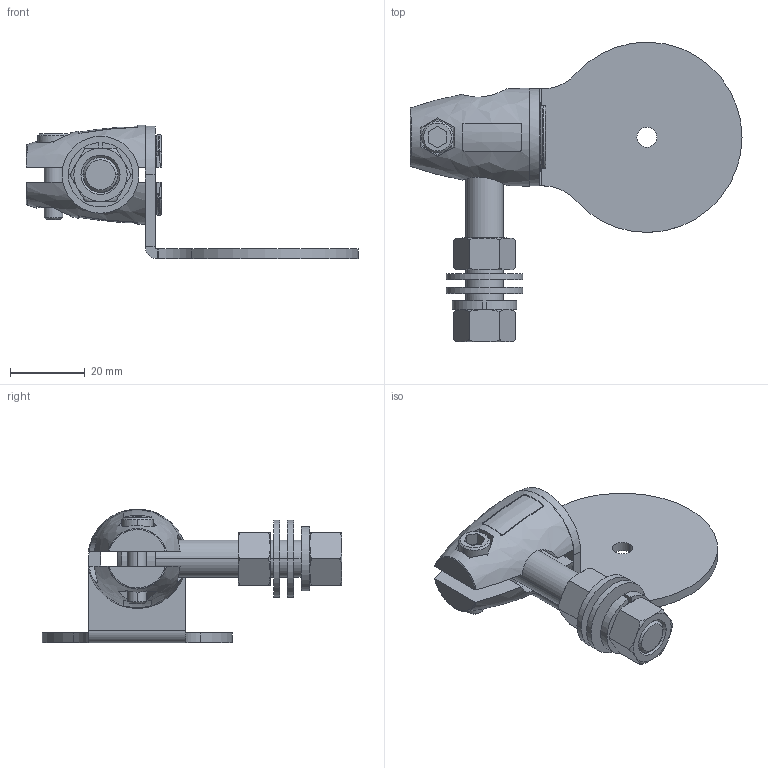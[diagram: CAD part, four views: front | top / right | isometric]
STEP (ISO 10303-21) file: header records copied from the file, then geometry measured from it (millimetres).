
FILE_DESCRIPTION((''),'2;1');
FILE_NAME('155372_SW','2011-05-05T',('banengservice'),('BANNER ENGINEERING'),'PRO/ENGINEER BY PARAMETRIC TECHNOLOGY CORPORATION, 2009141','PRO/ENGINEER BY PARAMETRIC TECHNOLOGY CORPORATION, 2009141','');
FILE_SCHEMA(('CONFIG_CONTROL_DESIGN'));
Length unit declared in the file: inch
Products named in the file (1): 155372_SW
Bounding box: 88.97 x 80.33 x 35.75 mm (x, y, z)
Volume: 24586.9 mm3; surface area: 15147.8 mm2
Topology: 3 solids, 3 shells, 236 faces, 593 edges, 372 vertices
Faces by surface type: plane 119, cylinder 56, torus 26, cone 20, bspline 11, sphere 4
Entity records: 8974 total; most frequent: CARTESIAN_POINT 3436, ORIENTED_EDGE 1186, DIRECTION 1084, EDGE_CURVE 593, AXIS2_PLACEMENT_3D 408, VERTEX_POINT 372, VECTOR 268, LINE 268
